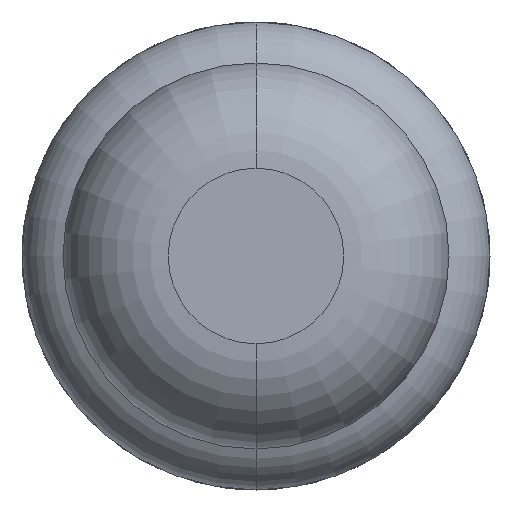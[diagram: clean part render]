
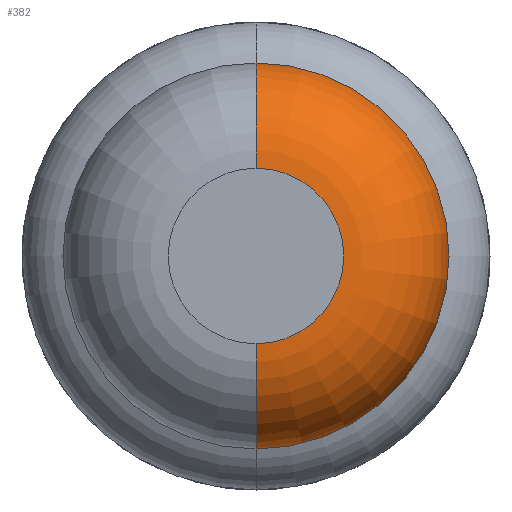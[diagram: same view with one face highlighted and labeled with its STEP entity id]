
A CAD part, front view. The second image highlights one B-rep face of the part: STEP entity #382.
In plain terms, the highlighted toroidal (fillet/blend) face has major radius 0.375 mm and minor radius 0.45 mm.
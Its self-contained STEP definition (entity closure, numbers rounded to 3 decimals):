
#100 = CARTESIAN_POINT ( 'NONE',  ( 0., -28.55, 0.375 ) ) ;
#222 = CARTESIAN_POINT ( 'NONE',  ( 0., -28.55, 0. ) ) ;
#271 = AXIS2_PLACEMENT_3D ( 'NONE', #222, #998, #1237 ) ;
#289 = ORIENTED_EDGE ( 'NONE', *, *, #1300, .T. ) ;
#298 = CARTESIAN_POINT ( 'NONE',  ( 0., -29., 0.375 ) ) ;
#320 = AXIS2_PLACEMENT_3D ( 'NONE', #468, #740, #975 ) ;
#382 = ADVANCED_FACE ( 'Defeature ausgef�hrt4_7', ( #1743 ), #2340, .T. ) ;
#468 = CARTESIAN_POINT ( 'NONE',  ( 0., -28.55, 0. ) ) ;
#505 = CIRCLE ( 'NONE', #271, 0.825 ) ;
#554 = ORIENTED_EDGE ( 'NONE', *, *, #1941, .F. ) ;
#607 = ORIENTED_EDGE ( 'NONE', *, *, #1524, .F. ) ;
#740 = DIRECTION ( 'NONE',  ( 0., 1., 0. ) ) ;
#770 = DIRECTION ( 'NONE',  ( 0., 0., 1. ) ) ;
#841 = DIRECTION ( 'NONE',  ( 0., 0., 1. ) ) ;
#975 = DIRECTION ( 'NONE',  ( 0., 0., 1. ) ) ;
#986 = VERTEX_POINT ( 'NONE', #2552 ) ;
#998 = DIRECTION ( 'NONE',  ( 0., 1., 0. ) ) ;
#1025 = CARTESIAN_POINT ( 'NONE',  ( 0., -29., 0. ) ) ;
#1237 = DIRECTION ( 'NONE',  ( 0., 0., 1. ) ) ;
#1247 = DIRECTION ( 'NONE',  ( 0., 0., -1. ) ) ;
#1300 = EDGE_CURVE ( 'Defeature ausgef�hrt4_7+Defeature ausgef�hrt4_6+Defeature ausgef�hrt4_6+Defeature ausgef�hrt4_6', #2569, #986, #2867, .T. ) ;
#1388 = VERTEX_POINT ( 'NONE', #1537 ) ;
#1524 = EDGE_CURVE ( 'NONE', #2569, #3240, #2635, .T. ) ;
#1537 = CARTESIAN_POINT ( 'NONE',  ( 0., -28.55, -0.825 ) ) ;
#1743 = FACE_OUTER_BOUND ( 'NONE', #1901, .T. ) ;
#1791 = AXIS2_PLACEMENT_3D ( 'NONE', #3253, #2239, #1247 ) ;
#1842 = DIRECTION ( 'NONE',  ( -1., 0., 0. ) ) ;
#1848 = AXIS2_PLACEMENT_3D ( 'NONE', #1025, #2035, #770 ) ;
#1901 = EDGE_LOOP ( 'NONE', ( #289, #2463, #554, #607 ) ) ;
#1916 = CARTESIAN_POINT ( 'NONE',  ( 0., -28.55, 0.825 ) ) ;
#1941 = EDGE_CURVE ( 'Defeature ausgef�hrt4_8+Defeature ausgef�hrt4_7+Defeature ausgef�hrt4_7+Defeature ausgef�hrt4_7', #3240, #1388, #505, .T. ) ;
#2035 = DIRECTION ( 'NONE',  ( 0., 1., 0. ) ) ;
#2050 = EDGE_CURVE ( 'NONE', #986, #1388, #2159, .T. ) ;
#2159 = CIRCLE ( 'NONE', #1791, 0.45 ) ;
#2239 = DIRECTION ( 'NONE',  ( 1., 0., 0. ) ) ;
#2340 = TOROIDAL_SURFACE ( 'NONE', #320, 0.375, 0.45 ) ;
#2463 = ORIENTED_EDGE ( 'NONE', *, *, #2050, .T. ) ;
#2552 = CARTESIAN_POINT ( 'NONE',  ( 0., -29., -0.375 ) ) ;
#2569 = VERTEX_POINT ( 'NONE', #298 ) ;
#2635 = CIRCLE ( 'NONE', #2765, 0.45 ) ;
#2765 = AXIS2_PLACEMENT_3D ( 'NONE', #100, #1842, #841 ) ;
#2867 = CIRCLE ( 'NONE', #1848, 0.375 ) ;
#3240 = VERTEX_POINT ( 'NONE', #1916 ) ;
#3253 = CARTESIAN_POINT ( 'NONE',  ( 0., -28.55, -0.375 ) ) ;
